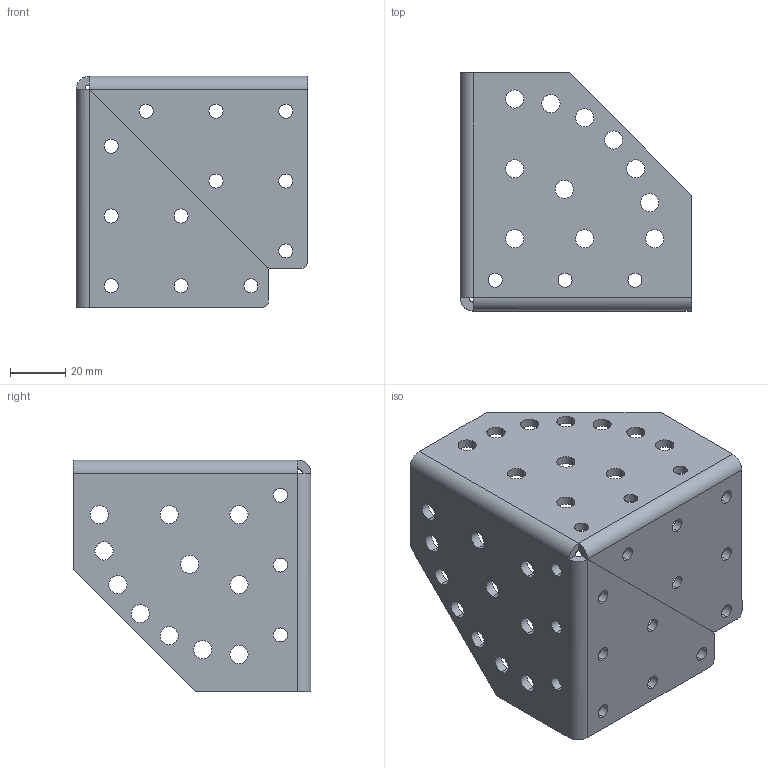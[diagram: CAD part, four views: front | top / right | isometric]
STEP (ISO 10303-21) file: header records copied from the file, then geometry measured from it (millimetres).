
FILE_DESCRIPTION (( 'STEP AP214' ), '1' );
FILE_NAME ('am-2793 Corner Bracket Rev1-1.STEP', '2014-02-13T20:02:28', ( '' ), ( '' ), 'SwSTEP 2.0', 'SolidWorks 2010', '' );
FILE_SCHEMA (( 'AUTOMOTIVE_DESIGN' ));
Length unit declared in the file: inch
Products named in the file (1): am-2793 Corner Bracket Rev1-1
Bounding box: 84.14 x 86.49 x 84.15 mm (x, y, z)
Volume: 54508.1 mm3; surface area: 38735.2 mm2
Topology: 1 solids, 1 shells, 116 faces, 318 edges, 204 vertices
Faces by surface type: cylinder 90, plane 24, bspline 2
Entity records: 4046 total; most frequent: CARTESIAN_POINT 753, DIRECTION 720, ORIENTED_EDGE 636, EDGE_CURVE 318, AXIS2_PLACEMENT_3D 291, VERTEX_POINT 204, EDGE_LOOP 196, CIRCLE 176
